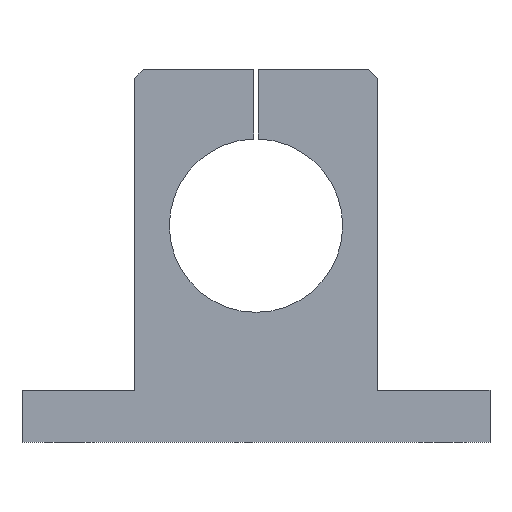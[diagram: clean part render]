
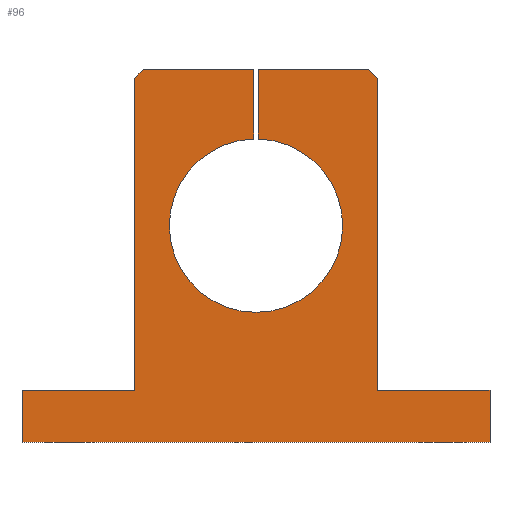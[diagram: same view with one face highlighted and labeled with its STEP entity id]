
A CAD part, front view. The second image highlights one B-rep face of the part: STEP entity #96.
In plain terms, the highlighted planar face has unit normal (0, -1, 0).
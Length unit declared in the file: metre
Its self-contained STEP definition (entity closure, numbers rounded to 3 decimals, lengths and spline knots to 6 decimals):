
#96 = ADVANCED_FACE( '', ( #203 ), #204, .F. );
#203 = FACE_OUTER_BOUND( '', #311, .T. );
#204 = PLANE( '', #312 );
#311 = EDGE_LOOP( '', ( #520, #521, #522, #523, #524, #525, #526, #527, #528, #529, #530, #531, #532, #533 ) );
#312 = AXIS2_PLACEMENT_3D( '', #534, #535, #536 );
#520 = ORIENTED_EDGE( '', *, *, #654, .F. );
#521 = ORIENTED_EDGE( '', *, *, #689, .T. );
#522 = ORIENTED_EDGE( '', *, *, #668, .F. );
#523 = ORIENTED_EDGE( '', *, *, #690, .T. );
#524 = ORIENTED_EDGE( '', *, *, #621, .T. );
#525 = ORIENTED_EDGE( '', *, *, #691, .T. );
#526 = ORIENTED_EDGE( '', *, *, #692, .F. );
#527 = ORIENTED_EDGE( '', *, *, #684, .T. );
#528 = ORIENTED_EDGE( '', *, *, #606, .F. );
#529 = ORIENTED_EDGE( '', *, *, #660, .F. );
#530 = ORIENTED_EDGE( '', *, *, #682, .F. );
#531 = ORIENTED_EDGE( '', *, *, #631, .F. );
#532 = ORIENTED_EDGE( '', *, *, #613, .F. );
#533 = ORIENTED_EDGE( '', *, *, #693, .F. );
#534 = CARTESIAN_POINT( '', ( -0.028, -0.016, 0. ) );
#535 = DIRECTION( '', ( 0., 1., 0. ) );
#536 = DIRECTION( '', ( 0., 0., 1. ) );
#606 = EDGE_CURVE( '', #709, #710, #711, .T. );
#613 = EDGE_CURVE( '', #721, #723, #724, .T. );
#621 = EDGE_CURVE( '', #737, #735, #738, .T. );
#631 = EDGE_CURVE( '', #723, #754, #755, .T. );
#654 = EDGE_CURVE( '', #790, #792, #793, .T. );
#660 = EDGE_CURVE( '', #799, #709, #801, .T. );
#668 = EDGE_CURVE( '', #811, #812, #813, .T. );
#682 = EDGE_CURVE( '', #754, #799, #830, .T. );
#684 = EDGE_CURVE( '', #832, #710, #833, .F. );
#689 = EDGE_CURVE( '', #790, #812, #839, .F. );
#690 = EDGE_CURVE( '', #811, #737, #840, .T. );
#691 = EDGE_CURVE( '', #735, #841, #842, .T. );
#692 = EDGE_CURVE( '', #832, #841, #843, .T. );
#693 = EDGE_CURVE( '', #792, #721, #844, .T. );
#709 = VERTEX_POINT( '', #860 );
#710 = VERTEX_POINT( '', #861 );
#711 = LINE( '', #862, #863 );
#721 = VERTEX_POINT( '', #877 );
#723 = VERTEX_POINT( '', #880 );
#724 = LINE( '', #881, #882 );
#735 = VERTEX_POINT( '', #894 );
#737 = VERTEX_POINT( '', #897 );
#738 = CIRCLE( '', #898, 0.02 );
#754 = VERTEX_POINT( '', #920 );
#755 = LINE( '', #921, #922 );
#790 = VERTEX_POINT( '', #974 );
#792 = VERTEX_POINT( '', #977 );
#793 = LINE( '', #978, #979 );
#799 = VERTEX_POINT( '', #986 );
#801 = LINE( '', #989, #990 );
#811 = VERTEX_POINT( '', #1002 );
#812 = VERTEX_POINT( '', #1003 );
#813 = LINE( '', #1004, #1005 );
#830 = LINE( '', #1031, #1032 );
#832 = VERTEX_POINT( '', #1034 );
#833 = LINE( '', #1035, #1036 );
#839 = LINE( '', #1043, #1044 );
#840 = LINE( '', #1045, #1046 );
#841 = VERTEX_POINT( '', #1047 );
#842 = LINE( '', #1048, #1049 );
#843 = LINE( '', #1050, #1051 );
#844 = LINE( '', #1052, #1053 );
#860 = CARTESIAN_POINT( '', ( -0.028, -0.016, 0.012 ) );
#861 = CARTESIAN_POINT( '', ( -0.028, -0.016, 0.084 ) );
#862 = CARTESIAN_POINT( '', ( -0.028, -0.016, 0.012 ) );
#863 = VECTOR( '', #1070, 1. );
#877 = CARTESIAN_POINT( '', ( 0.054, -0.016, 0.012 ) );
#880 = CARTESIAN_POINT( '', ( 0.054, -0.016, 0. ) );
#881 = CARTESIAN_POINT( '', ( 0.054, -0.016, 0.012 ) );
#882 = VECTOR( '', #1076, 1. );
#894 = CARTESIAN_POINT( '', ( -0.0005, -0.016, 0.069994 ) );
#897 = CARTESIAN_POINT( '', ( 0.0005, -0.016, 0.069994 ) );
#898 = AXIS2_PLACEMENT_3D( '', #1088, #1089, #1090 );
#920 = CARTESIAN_POINT( '', ( -0.054, -0.016, 0. ) );
#921 = CARTESIAN_POINT( '', ( 0.054, -0.016, 0. ) );
#922 = VECTOR( '', #1100, 1. );
#974 = CARTESIAN_POINT( '', ( 0.028, -0.016, 0.084 ) );
#977 = CARTESIAN_POINT( '', ( 0.028, -0.016, 0.012 ) );
#978 = CARTESIAN_POINT( '', ( 0.028, -0.016, 0.086 ) );
#979 = VECTOR( '', #1122, 1. );
#986 = CARTESIAN_POINT( '', ( -0.054, -0.016, 0.012 ) );
#989 = CARTESIAN_POINT( '', ( -0.054, -0.016, 0.012 ) );
#990 = VECTOR( '', #1128, 1. );
#1002 = CARTESIAN_POINT( '', ( 0.0005, -0.016, 0.086 ) );
#1003 = CARTESIAN_POINT( '', ( 0.026, -0.016, 0.086 ) );
#1004 = CARTESIAN_POINT( '', ( -0.028, -0.016, 0.086 ) );
#1005 = VECTOR( '', #1137, 1. );
#1031 = CARTESIAN_POINT( '', ( -0.054, -0.016, 0. ) );
#1032 = VECTOR( '', #1147, 1. );
#1034 = CARTESIAN_POINT( '', ( -0.026, -0.016, 0.086 ) );
#1035 = CARTESIAN_POINT( '', ( -0.028, -0.016, 0.084 ) );
#1036 = VECTOR( '', #1148, 1. );
#1043 = CARTESIAN_POINT( '', ( 0.026, -0.016, 0.086 ) );
#1044 = VECTOR( '', #1153, 1. );
#1045 = CARTESIAN_POINT( '', ( 0.0005, -0.016, 0.086 ) );
#1046 = VECTOR( '', #1154, 1. );
#1047 = CARTESIAN_POINT( '', ( -0.0005, -0.016, 0.086 ) );
#1048 = CARTESIAN_POINT( '', ( -0.0005, -0.016, 0.05 ) );
#1049 = VECTOR( '', #1155, 1. );
#1050 = CARTESIAN_POINT( '', ( -0.028, -0.016, 0.086 ) );
#1051 = VECTOR( '', #1156, 1. );
#1052 = CARTESIAN_POINT( '', ( 0.028, -0.016, 0.012 ) );
#1053 = VECTOR( '', #1157, 1. );
#1070 = DIRECTION( '', ( 0., 0., 1. ) );
#1076 = DIRECTION( '', ( 0., 0., -1. ) );
#1088 = CARTESIAN_POINT( '', ( 0., -0.016, 0.05 ) );
#1089 = DIRECTION( '', ( 0., 1., 0. ) );
#1090 = DIRECTION( '', ( 1., 0., 0. ) );
#1100 = DIRECTION( '', ( -1., 0., 0. ) );
#1122 = DIRECTION( '', ( 0., 0., -1. ) );
#1128 = DIRECTION( '', ( 1., 0., 0. ) );
#1137 = DIRECTION( '', ( 1., 0., 0. ) );
#1147 = DIRECTION( '', ( 0., 0., 1. ) );
#1148 = DIRECTION( '', ( 0.707, 0., 0.707 ) );
#1153 = DIRECTION( '', ( 0.707, 0., -0.707 ) );
#1154 = DIRECTION( '', ( 0., 0., -1. ) );
#1155 = DIRECTION( '', ( 0., 0., 1. ) );
#1156 = DIRECTION( '', ( 1., 0., 0. ) );
#1157 = DIRECTION( '', ( 1., 0., 0. ) );
